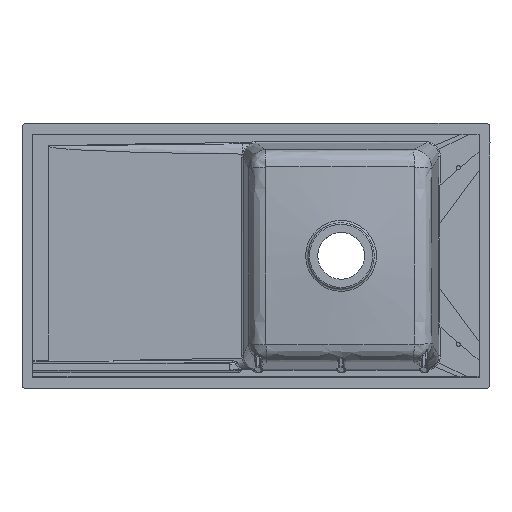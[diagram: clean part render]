
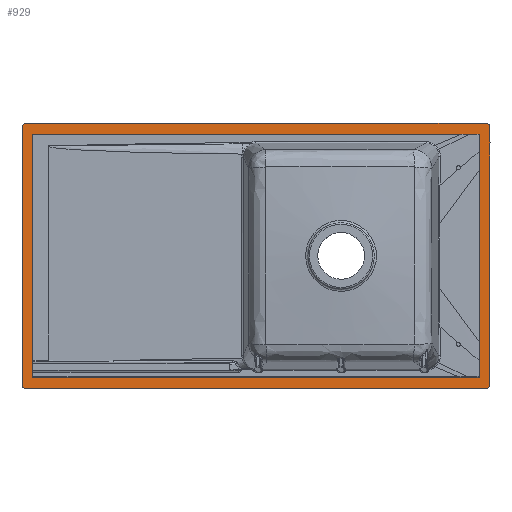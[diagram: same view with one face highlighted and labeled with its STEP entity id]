
A CAD part, top view. The second image highlights one B-rep face of the part: STEP entity #929.
In plain terms, the highlighted planar face has unit normal (0, 0, 1).
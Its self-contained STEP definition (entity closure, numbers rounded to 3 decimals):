
#89=ELLIPSE('',#4432,8.088,8.);
#90=ELLIPSE('',#4435,8.088,8.);
#91=ELLIPSE('',#4446,8.088,8.);
#92=ELLIPSE('',#4449,8.088,8.);
#416=LINE('',#12927,#507);
#419=LINE('',#12933,#510);
#421=LINE('',#12937,#512);
#422=LINE('',#12939,#513);
#423=LINE('',#13048,#514);
#507=VECTOR('',#5025,1.);
#510=VECTOR('',#5030,1.);
#512=VECTOR('',#5034,1.);
#513=VECTOR('',#5037,1.);
#514=VECTOR('',#5044,1.);
#553=FACE_BOUND('',#1511,.T.);
#554=FACE_BOUND('',#1512,.T.);
#929=ADVANCED_FACE('',(#553,#554),#1002,.T.);
#1002=PLANE('',#4452);
#1511=EDGE_LOOP('',(#2665,#2666,#2667,#2668,#2669,#2670,#2671,#2672,#2673,
#2674,#2675,#2676,#2677,#2678,#2679,#2680));
#1512=EDGE_LOOP('',(#2681,#2682,#2683,#2684));
#2665=ORIENTED_EDGE('',*,*,#3797,.F.);
#2666=ORIENTED_EDGE('',*,*,#3798,.F.);
#2667=ORIENTED_EDGE('',*,*,#3799,.F.);
#2668=ORIENTED_EDGE('',*,*,#3794,.T.);
#2669=ORIENTED_EDGE('',*,*,#3770,.T.);
#2670=ORIENTED_EDGE('',*,*,#3740,.T.);
#2671=ORIENTED_EDGE('',*,*,#3743,.T.);
#2672=ORIENTED_EDGE('',*,*,#3745,.T.);
#2673=ORIENTED_EDGE('',*,*,#3747,.T.);
#2674=ORIENTED_EDGE('',*,*,#3749,.T.);
#2675=ORIENTED_EDGE('',*,*,#3751,.T.);
#2676=ORIENTED_EDGE('',*,*,#3753,.T.);
#2677=ORIENTED_EDGE('',*,*,#3774,.T.);
#2678=ORIENTED_EDGE('',*,*,#3792,.T.);
#2679=ORIENTED_EDGE('',*,*,#3800,.F.);
#2680=ORIENTED_EDGE('',*,*,#3801,.F.);
#2681=ORIENTED_EDGE('',*,*,#3755,.T.);
#2682=ORIENTED_EDGE('',*,*,#3758,.T.);
#2683=ORIENTED_EDGE('',*,*,#3760,.T.);
#2684=ORIENTED_EDGE('',*,*,#3761,.T.);
#3154=VERTEX_POINT('',#12848);
#3155=VERTEX_POINT('',#12853);
#3156=VERTEX_POINT('',#12864);
#3157=VERTEX_POINT('',#12878);
#3158=VERTEX_POINT('',#12895);
#3159=VERTEX_POINT('',#12905);
#3160=VERTEX_POINT('',#12912);
#3161=VERTEX_POINT('',#12922);
#3162=VERTEX_POINT('',#12926);
#3163=VERTEX_POINT('',#12928);
#3164=VERTEX_POINT('',#12932);
#3165=VERTEX_POINT('',#12936);
#3171=VERTEX_POINT('',#13029);
#3173=VERTEX_POINT('',#13046);
#3184=VERTEX_POINT('',#13278);
#3186=VERTEX_POINT('',#13284);
#3188=VERTEX_POINT('',#13302);
#3189=VERTEX_POINT('',#13303);
#3190=VERTEX_POINT('',#13308);
#3191=VERTEX_POINT('',#13317);
#3740=EDGE_CURVE('',#3155,#3154,#4112,.T.);
#3743=EDGE_CURVE('',#3154,#3156,#4113,.T.);
#3745=EDGE_CURVE('',#3156,#3157,#4114,.T.);
#3747=EDGE_CURVE('',#3157,#3158,#4116,.T.);
#3749=EDGE_CURVE('',#3158,#3159,#89,.T.);
#3751=EDGE_CURVE('',#3159,#3160,#4119,.T.);
#3753=EDGE_CURVE('',#3160,#3161,#90,.T.);
#3755=EDGE_CURVE('',#3163,#3162,#416,.T.);
#3758=EDGE_CURVE('',#3162,#3164,#419,.T.);
#3760=EDGE_CURVE('',#3164,#3165,#421,.T.);
#3761=EDGE_CURVE('',#3165,#3163,#422,.T.);
#3770=EDGE_CURVE('',#3171,#3155,#4126,.T.);
#3774=EDGE_CURVE('',#3161,#3173,#423,.T.);
#3792=EDGE_CURVE('',#3173,#3184,#91,.T.);
#3794=EDGE_CURVE('',#3186,#3171,#92,.T.);
#3797=EDGE_CURVE('',#3188,#3189,#4145,.T.);
#3798=EDGE_CURVE('',#3190,#3188,#4146,.T.);
#3799=EDGE_CURVE('',#3186,#3190,#4147,.T.);
#3800=EDGE_CURVE('',#3191,#3184,#4148,.T.);
#3801=EDGE_CURVE('',#3189,#3191,#4149,.T.);
#4112=B_SPLINE_CURVE_WITH_KNOTS('',3,(#12849,#12850,#12851,#12852),
 .UNSPECIFIED.,.F.,.F.,(4,4),(0.,1.),.UNSPECIFIED.);
#4113=B_SPLINE_CURVE_WITH_KNOTS('',3,(#12865,#12866,#12867,#12868),
 .UNSPECIFIED.,.F.,.F.,(4,4),(0.,1.),.UNSPECIFIED.);
#4114=B_SPLINE_CURVE_WITH_KNOTS('',3,(#12879,#12880,#12881,#12882),
 .UNSPECIFIED.,.F.,.F.,(4,4),(0.,1.),.UNSPECIFIED.);
#4116=B_SPLINE_CURVE_WITH_KNOTS('',3,(#12896,#12897,#12898,#12899),
 .UNSPECIFIED.,.F.,.F.,(4,4),(0.,1.),.UNSPECIFIED.);
#4119=B_SPLINE_CURVE_WITH_KNOTS('',3,(#12913,#12914,#12915,#12916),
 .UNSPECIFIED.,.F.,.F.,(4,4),(0.,1.),.UNSPECIFIED.);
#4126=B_SPLINE_CURVE_WITH_KNOTS('',3,(#13025,#13026,#13027,#13028),
 .UNSPECIFIED.,.F.,.F.,(4,4),(0.,1.),.UNSPECIFIED.);
#4145=B_SPLINE_CURVE_WITH_KNOTS('',3,(#13298,#13299,#13300,#13301),
 .UNSPECIFIED.,.F.,.F.,(4,4),(0.,1.),.UNSPECIFIED.);
#4146=B_SPLINE_CURVE_WITH_KNOTS('',3,(#13304,#13305,#13306,#13307),
 .UNSPECIFIED.,.F.,.F.,(4,4),(0.,1.),.UNSPECIFIED.);
#4147=B_SPLINE_CURVE_WITH_KNOTS('',3,(#13309,#13310,#13311,#13312),
 .UNSPECIFIED.,.F.,.F.,(4,4),(0.,1.),.UNSPECIFIED.);
#4148=B_SPLINE_CURVE_WITH_KNOTS('',3,(#13313,#13314,#13315,#13316),
 .UNSPECIFIED.,.F.,.F.,(4,4),(0.,1.),.UNSPECIFIED.);
#4149=B_SPLINE_CURVE_WITH_KNOTS('',3,(#13318,#13319,#13320,#13321),
 .UNSPECIFIED.,.F.,.F.,(4,4),(0.,1.),.UNSPECIFIED.);
#4432=AXIS2_PLACEMENT_3D('',#12906,#5014,#5015);
#4435=AXIS2_PLACEMENT_3D('',#12923,#5020,#5021);
#4446=AXIS2_PLACEMENT_3D('',#13280,#5051,#5052);
#4449=AXIS2_PLACEMENT_3D('',#13283,#5057,#5058);
#4452=AXIS2_PLACEMENT_3D('',#13322,#5063,#5064);
#5014=DIRECTION('',(0.,0.,1.));
#5015=DIRECTION('',(0.707,-0.707,0.));
#5020=DIRECTION('',(0.,0.,1.));
#5021=DIRECTION('',(0.707,0.707,0.));
#5025=DIRECTION('',(0.,1.,0.));
#5030=DIRECTION('',(1.,0.,0.));
#5034=DIRECTION('',(0.,-1.,0.));
#5037=DIRECTION('',(-1.,0.,0.));
#5044=DIRECTION('',(1.,0.,0.));
#5051=DIRECTION('',(0.,0.,1.));
#5052=DIRECTION('',(-0.707,0.707,0.));
#5057=DIRECTION('',(0.,0.,1.));
#5058=DIRECTION('',(0.707,0.707,0.));
#5063=DIRECTION('',(0.,0.,1.));
#5064=DIRECTION('',(-1.,0.,0.));
#12848=CARTESIAN_POINT('',(164.925,256.24,10.));
#12849=CARTESIAN_POINT('',(188.749,256.051,10.));
#12850=CARTESIAN_POINT('',(180.807,256.051,10.));
#12851=CARTESIAN_POINT('',(172.866,256.114,10.));
#12852=CARTESIAN_POINT('',(164.925,256.24,10.));
#12853=CARTESIAN_POINT('',(188.749,256.051,10.));
#12864=CARTESIAN_POINT('',(-164.925,256.24,10.));
#12865=CARTESIAN_POINT('',(164.925,256.24,10.));
#12866=CARTESIAN_POINT('',(54.975,257.988,10.));
#12867=CARTESIAN_POINT('',(-54.975,257.988,10.));
#12868=CARTESIAN_POINT('',(-164.925,256.24,10.));
#12878=CARTESIAN_POINT('',(-188.749,256.051,10.));
#12879=CARTESIAN_POINT('',(-164.925,256.24,10.));
#12880=CARTESIAN_POINT('',(-172.866,256.114,10.));
#12881=CARTESIAN_POINT('',(-180.807,256.051,10.));
#12882=CARTESIAN_POINT('',(-188.749,256.051,10.));
#12895=CARTESIAN_POINT('',(-607.095,256.051,10.));
#12896=CARTESIAN_POINT('',(-188.749,256.051,10.));
#12897=CARTESIAN_POINT('',(-328.197,256.051,10.));
#12898=CARTESIAN_POINT('',(-467.646,256.051,10.));
#12899=CARTESIAN_POINT('',(-607.095,256.051,10.));
#12905=CARTESIAN_POINT('',(-615.051,248.095,10.));
#12906=CARTESIAN_POINT('',(-607.007,248.007,10.));
#12912=CARTESIAN_POINT('',(-615.051,-248.095,10.));
#12913=CARTESIAN_POINT('',(-615.051,248.095,10.));
#12914=CARTESIAN_POINT('',(-615.051,82.698,10.));
#12915=CARTESIAN_POINT('',(-615.051,-82.698,10.));
#12916=CARTESIAN_POINT('',(-615.051,-248.095,10.));
#12922=CARTESIAN_POINT('',(-607.095,-256.051,10.));
#12923=CARTESIAN_POINT('',(-607.007,-248.007,10.));
#12926=CARTESIAN_POINT('',(-594.,235.,10.));
#12927=CARTESIAN_POINT('',(-594.,300.,10.));
#12928=CARTESIAN_POINT('',(-594.,-235.,10.));
#12932=CARTESIAN_POINT('',(266.,235.,10.));
#12933=CARTESIAN_POINT('',(331.,235.,10.));
#12936=CARTESIAN_POINT('',(266.,-235.,10.));
#12937=CARTESIAN_POINT('',(266.,-300.,10.));
#12939=CARTESIAN_POINT('',(-659.,-235.,10.));
#13025=CARTESIAN_POINT('',(279.095,256.051,10.));
#13026=CARTESIAN_POINT('',(248.979,256.051,10.));
#13027=CARTESIAN_POINT('',(218.864,256.051,10.));
#13028=CARTESIAN_POINT('',(188.749,256.051,10.));
#13029=CARTESIAN_POINT('',(279.095,256.051,10.));
#13046=CARTESIAN_POINT('',(279.095,-256.051,10.));
#13048=CARTESIAN_POINT('',(-162.744,-256.051,10.));
#13278=CARTESIAN_POINT('',(287.051,-248.095,10.));
#13280=CARTESIAN_POINT('',(279.007,-248.007,10.));
#13283=CARTESIAN_POINT('',(279.007,248.007,10.));
#13284=CARTESIAN_POINT('',(287.051,248.095,10.));
#13298=CARTESIAN_POINT('',(286.862,190.905,10.));
#13299=CARTESIAN_POINT('',(285.114,63.647,10.));
#13300=CARTESIAN_POINT('',(285.114,-63.647,10.));
#13301=CARTESIAN_POINT('',(286.862,-190.905,10.));
#13302=CARTESIAN_POINT('',(286.862,190.905,10.));
#13303=CARTESIAN_POINT('',(286.862,-190.905,10.));
#13304=CARTESIAN_POINT('',(287.051,218.392,10.));
#13305=CARTESIAN_POINT('',(287.051,209.229,10.));
#13306=CARTESIAN_POINT('',(286.988,200.067,10.));
#13307=CARTESIAN_POINT('',(286.862,190.905,10.));
#13308=CARTESIAN_POINT('',(287.051,218.392,10.));
#13309=CARTESIAN_POINT('',(287.051,248.095,10.));
#13310=CARTESIAN_POINT('',(287.051,238.194,10.));
#13311=CARTESIAN_POINT('',(287.051,228.293,10.));
#13312=CARTESIAN_POINT('',(287.051,218.392,10.));
#13313=CARTESIAN_POINT('',(287.051,-218.392,10.));
#13314=CARTESIAN_POINT('',(287.051,-228.293,10.));
#13315=CARTESIAN_POINT('',(287.051,-238.194,10.));
#13316=CARTESIAN_POINT('',(287.051,-248.095,10.));
#13317=CARTESIAN_POINT('',(287.051,-218.392,10.));
#13318=CARTESIAN_POINT('',(286.862,-190.905,10.));
#13319=CARTESIAN_POINT('',(286.988,-200.067,10.));
#13320=CARTESIAN_POINT('',(287.051,-209.229,10.));
#13321=CARTESIAN_POINT('',(287.051,-218.392,10.));
#13322=CARTESIAN_POINT('',(331.,-300.,10.));
